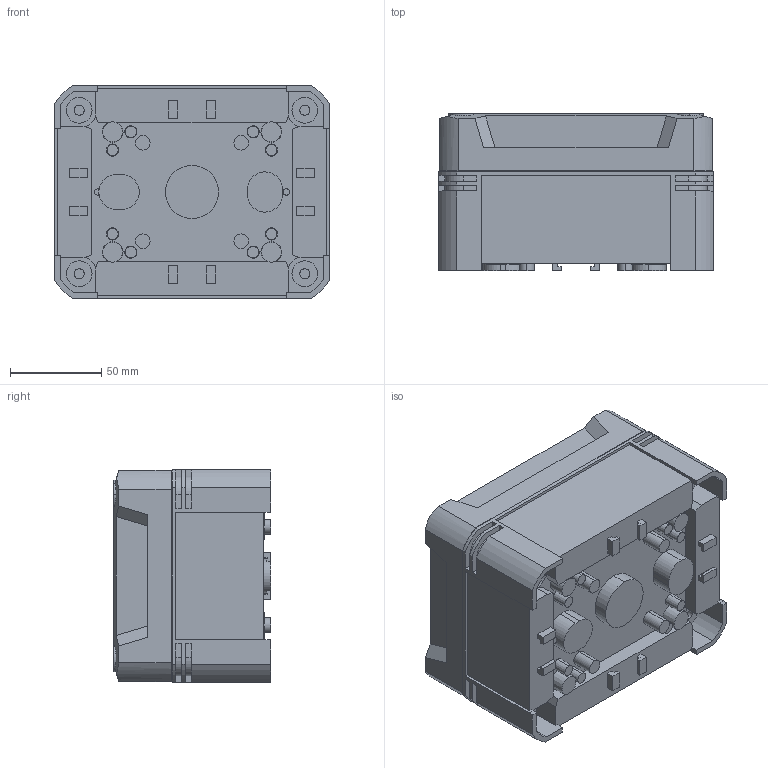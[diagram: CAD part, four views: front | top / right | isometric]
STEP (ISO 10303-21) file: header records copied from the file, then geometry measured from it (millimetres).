
FILE_DESCRIPTION (( 'STEP AP214' ), '1' );
FILE_NAME ('2005490.STEP', '2024-03-12T07:19:18', ( '' ), ( '' ), 'SwSTEP 2.0', 'SolidWorks 2022', '' );
FILE_SCHEMA (( 'AUTOMOTIVE_DESIGN' ));
Length unit declared in the file: millimetre
Products named in the file (9): 018602_ISO 7049 - 3,5 x 9,5 F-Z; 116133_55; 077060_X06BC 8ABÖ; 087700_Standard; 2005490; 050499_Standard; ED170-04-02_Standard; 113229_Standard; 0084514_1115382-T100
Assembly tree (14 placements, depth 3):
  2005490
    077060_X06BC 8ABÖ
    113229_Standard
      050499_Standard
    087700_Standard  x4
    ED170-04-02_Standard  x2
    0084514_1115382-T100
    018602_ISO 7049 - 3,5 x 9,5 F-Z  x2
    116133_55  x2
Bounding box: 150.6 x 86.11 x 116.6 mm (x, y, z)
Volume: 293149.2 mm3; surface area: 225318.9 mm2
Topology: 13 solids, 13 shells, 736 faces, 1935 edges, 1290 vertices
Faces by surface type: plane 500, cylinder 160, cone 64, bspline 8, sphere 4
Entity records: 21197 total; most frequent: CARTESIAN_POINT 4138, ORIENTED_EDGE 3462, DIRECTION 3370, EDGE_CURVE 1731, VECTOR 1248, LINE 1248, VERTEX_POINT 1154, AXIS2_PLACEMENT_3D 1061
